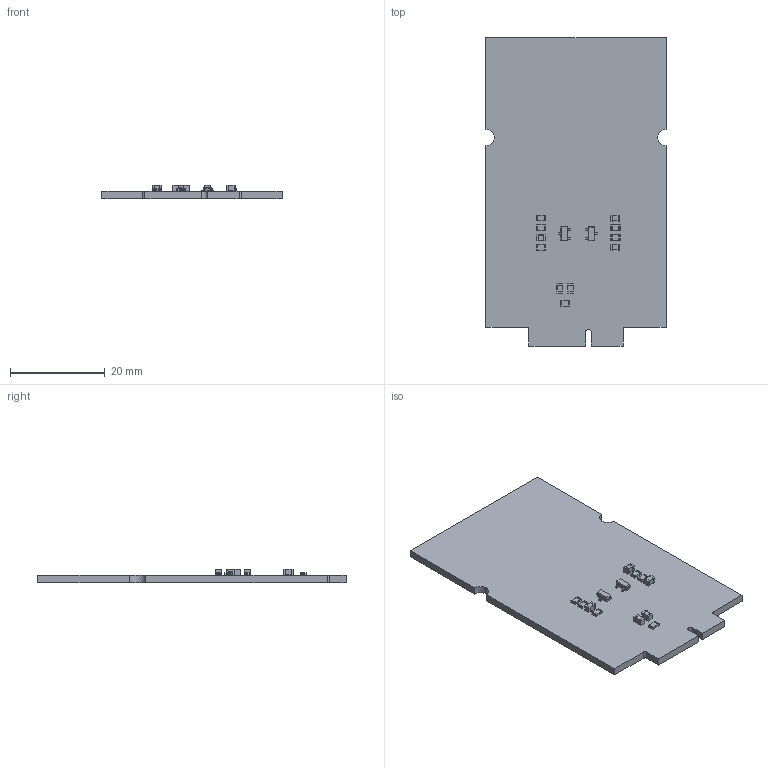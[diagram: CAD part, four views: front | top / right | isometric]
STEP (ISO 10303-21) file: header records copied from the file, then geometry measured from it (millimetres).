
FILE_DESCRIPTION(('KiCad electronic assembly'),'2;1');
FILE_NAME('M2 payload board.step','2024-12-13T18:57:56',('Pcbnew'),( 'Kicad'),'Open CASCADE STEP processor 7.7','KiCad to STEP converter' ,'Unknown');
FILE_SCHEMA(('AUTOMOTIVE_DESIGN { 1 0 10303 214 1 1 1 1 }'));
Length unit declared in the file: millimetre
Products named in the file (8): M2 payload board 1; R_0805_2012Metric; C_0805_2012Metric; SOT-23; SOT_23; M2 payload board_PCB
Assembly tree (17 placements, depth 3):
  M2 payload board 1
    R_0805_2012Metric  x6
      R_0805_2012Metric
    C_0805_2012Metric  x5
      C_0805_2012Metric
    SOT-23  x2
      SOT_23
    M2 payload board_PCB
Bounding box: 38 x 65 x 2.9 mm (x, y, z)
Volume: 3843.4 mm3; surface area: 5263.8 mm2
Topology: 14 solids, 14 shells, 468 faces, 1182 edges, 752 vertices
Faces by surface type: plane 277, cylinder 137, bspline 54
Entity records: 5490 total; most frequent: CARTESIAN_POINT 889, ORIENTED_EDGE 748, DIRECTION 698, EDGE_CURVE 374, LINE 268, VECTOR 268, VERTEX_POINT 234, AXIS2_PLACEMENT_3D 215
